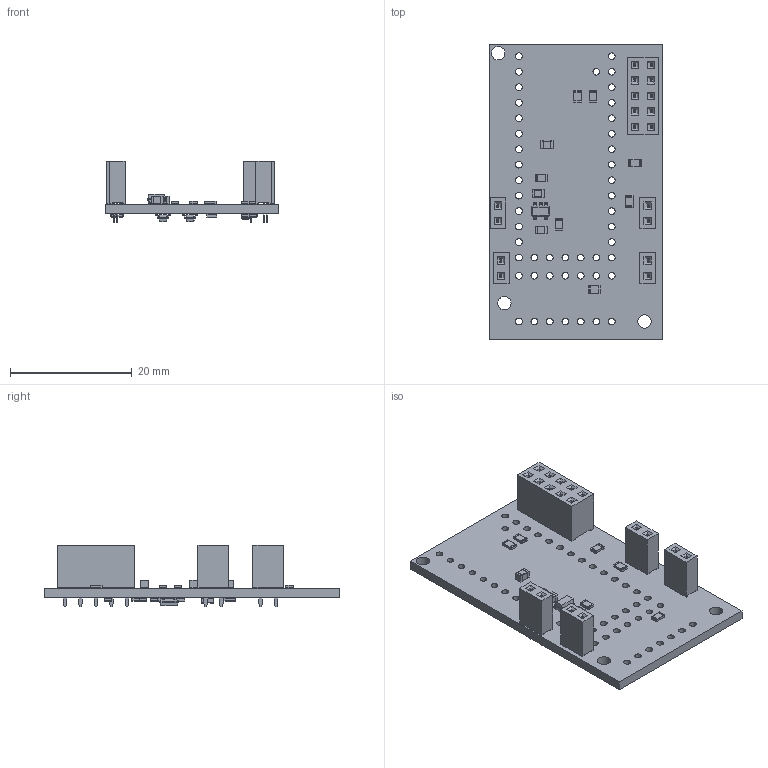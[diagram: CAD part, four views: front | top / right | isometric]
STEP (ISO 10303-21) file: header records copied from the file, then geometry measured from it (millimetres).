
FILE_DESCRIPTION(('KiCad electronic assembly'),'2;1');
FILE_NAME('BB-Mainboard-0.step','2019-10-13T16:49:42',('An Author'),( 'A Company'),'Open CASCADE STEP processor 6.9', 'KiCad to STEP converter','Unknown');
FILE_SCHEMA(('AUTOMOTIVE_DESIGN { 1 0 10303 214 1 1 1 1 }'));
Length unit declared in the file: millimetre
Products named in the file (18): Open CASCADE STEP translator 6.9 1; R_0805_2012Metric; SOLID; C_0805_2012Metric; SOT-23; SOT-23-5; PinSocket_2x05_P2.54mm_Vertical; R_1206_3216Metric; PinSocket_1x02_P2.54mm_Vertical; D_0805_2012Metric; COMPOUND
Assembly tree (35 placements, depth 3):
  Open CASCADE STEP translator 6.9 1
    R_0805_2012Metric  x13
      SOLID
    C_0805_2012Metric  x3
      SOLID
    SOT-23  x2
      SOLID
    SOT-23-5
      SOLID
    PinSocket_2x05_P2.54mm_Vertical
      SOLID
    R_1206_3216Metric
      SOLID
    PinSocket_1x02_P2.54mm_Vertical  x4
      SOLID
    D_0805_2012Metric
      SOLID
    COMPOUND
Bounding box: 28.5 x 48.5 x 10.1 mm (x, y, z)
Volume: 2903.5 mm3; surface area: 4777.5 mm2
Topology: 27 solids, 27 shells, 1431 faces, 3692 edges, 2376 vertices
Faces by surface type: plane 1073, cylinder 275, bspline 83
Full cylindrical faces by diameter (mm): 1 x18, 1.1 x48, 2.2 x3
Entity records: 55606 total; most frequent: CARTESIAN_POINT 10105, DIRECTION 7382, LINE 5252, VECTOR 5252, ORIENTED_EDGE 4000, PCURVE 4000, DEFINITIONAL_REPRESENTATION 4000, EDGE_CURVE 2000
